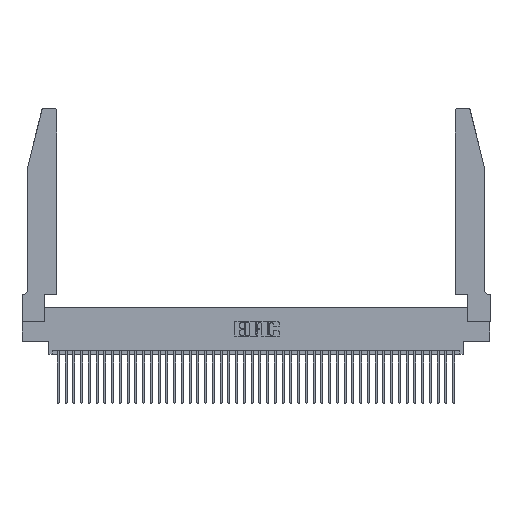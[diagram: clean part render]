
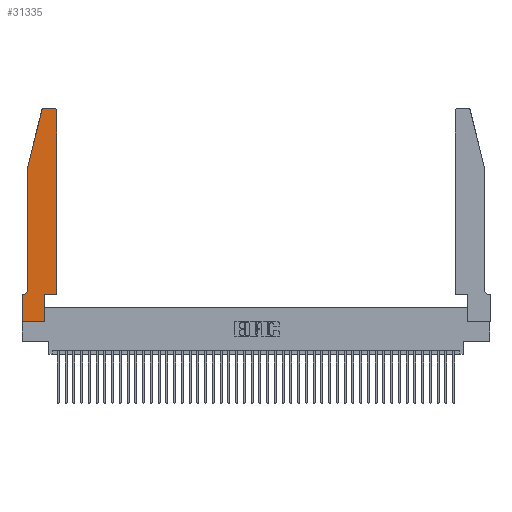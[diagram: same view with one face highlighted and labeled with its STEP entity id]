
A CAD part, top view. The second image highlights one B-rep face of the part: STEP entity #31335.
In plain terms, the highlighted planar face has unit normal (0, 0, 1).
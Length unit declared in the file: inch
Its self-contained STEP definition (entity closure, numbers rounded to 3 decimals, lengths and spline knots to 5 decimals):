
#604 = CARTESIAN_POINT ( 'NONE',  ( 0.2605, 2.75, 0.37 ) ) ;
#821 = LINE ( 'NONE', #12535, #42101 ) ;
#2003 = DIRECTION ( 'NONE',  ( 0., 0., 1. ) ) ;
#2279 = VERTEX_POINT ( 'NONE', #33912 ) ;
#2628 = EDGE_CURVE ( 'NONE', #40621, #27826, #11568, .T. ) ;
#3214 = DIRECTION ( 'NONE',  ( 1., 0., 0. ) ) ;
#3474 = EDGE_CURVE ( 'NONE', #41551, #28473, #821, .T. ) ;
#5008 = EDGE_CURVE ( 'NONE', #28473, #20899, #18929, .T. ) ;
#5053 = ORIENTED_EDGE ( 'NONE', *, *, #38044, .T. ) ;
#5294 = PLANE ( 'NONE',  #6823 ) ;
#5936 = VERTEX_POINT ( 'NONE', #20462 ) ;
#6163 = LINE ( 'NONE', #15579, #16395 ) ;
#6428 = CARTESIAN_POINT ( 'NONE',  ( 0.0755, 0.42, 0.37 ) ) ;
#6684 = LINE ( 'NONE', #27849, #37863 ) ;
#6823 = AXIS2_PLACEMENT_3D ( 'NONE', #8987, #2003, #19221 ) ;
#7034 = EDGE_CURVE ( 'NONE', #27826, #26805, #41990, .T. ) ;
#8055 = CARTESIAN_POINT ( 'NONE',  ( 0.0055, 0.42, 0.37 ) ) ;
#8102 = ORIENTED_EDGE ( 'NONE', *, *, #2628, .T. ) ;
#8233 = VERTEX_POINT ( 'NONE', #8669 ) ;
#8669 = CARTESIAN_POINT ( 'NONE',  ( 0.284, 2.75, 0.37 ) ) ;
#8987 = CARTESIAN_POINT ( 'NONE',  ( 0., 0.35, 0.37 ) ) ;
#9152 = CARTESIAN_POINT ( 'NONE',  ( 0.0755, 2., 0.37 ) ) ;
#9195 = CARTESIAN_POINT ( 'NONE',  ( 0., 0.35, 0.37 ) ) ;
#9321 = AXIS2_PLACEMENT_3D ( 'NONE', #23457, #20165, #3214 ) ;
#9994 = DIRECTION ( 'NONE',  ( 0., 1., 0. ) ) ;
#10511 = DIRECTION ( 'NONE',  ( 0., 0., 1. ) ) ;
#11023 = DIRECTION ( 'NONE',  ( -0.239, -0.971, 0. ) ) ;
#11317 = EDGE_CURVE ( 'NONE', #26805, #38959, #24395, .T. ) ;
#11568 = LINE ( 'NONE', #9152, #29337 ) ;
#12535 = CARTESIAN_POINT ( 'NONE',  ( 0.4505, 0.35, 0.37 ) ) ;
#13193 = CARTESIAN_POINT ( 'NONE',  ( 0.25487, 2.72718, 0.37 ) ) ;
#15178 = CIRCLE ( 'NONE', #38681, 0.03 ) ;
#15265 = DIRECTION ( 'NONE',  ( -1., 0., 0. ) ) ;
#15579 = CARTESIAN_POINT ( 'NONE',  ( 0., 0., 0.37 ) ) ;
#15786 = DIRECTION ( 'NONE',  ( 0., -1., 0. ) ) ;
#16259 = VECTOR ( 'NONE', #24203, 39.37008 ) ;
#16395 = VECTOR ( 'NONE', #22051, 39.37008 ) ;
#17010 = DIRECTION ( 'NONE',  ( 1., 0., 0. ) ) ;
#17828 = AXIS2_PLACEMENT_3D ( 'NONE', #8055, #25648, #15265 ) ;
#18099 = EDGE_CURVE ( 'NONE', #23441, #40621, #34390, .T. ) ;
#18586 = ORIENTED_EDGE ( 'NONE', *, *, #18099, .T. ) ;
#18929 = LINE ( 'NONE', #38630, #16259 ) ;
#19221 = DIRECTION ( 'NONE',  ( 1., 0., 0. ) ) ;
#20008 = ORIENTED_EDGE ( 'NONE', *, *, #7034, .T. ) ;
#20165 = DIRECTION ( 'NONE',  ( 0., 0., 1. ) ) ;
#20462 = CARTESIAN_POINT ( 'NONE',  ( 0.4205, 2.75, 0.37 ) ) ;
#20465 = CARTESIAN_POINT ( 'NONE',  ( 0.284, 2.72, 0.37 ) ) ;
#20899 = VERTEX_POINT ( 'NONE', #42308 ) ;
#21095 = CIRCLE ( 'NONE', #9321, 0.03 ) ;
#21498 = VECTOR ( 'NONE', #11023, 39.37008 ) ;
#21596 = LINE ( 'NONE', #604, #29184 ) ;
#22051 = DIRECTION ( 'NONE',  ( 0., -1., 0. ) ) ;
#22144 = CARTESIAN_POINT ( 'NONE',  ( 0.0755, 0.35, 0.37 ) ) ;
#22580 = VECTOR ( 'NONE', #26394, 39.37008 ) ;
#22731 = ORIENTED_EDGE ( 'NONE', *, *, #26423, .T. ) ;
#22828 = VECTOR ( 'NONE', #29079, 39.37008 ) ;
#22917 = CARTESIAN_POINT ( 'NONE',  ( 0., 0., 0.37 ) ) ;
#23441 = VERTEX_POINT ( 'NONE', #13193 ) ;
#23457 = CARTESIAN_POINT ( 'NONE',  ( 0.4205, 2.72, 0.37 ) ) ;
#23778 = ORIENTED_EDGE ( 'NONE', *, *, #39039, .T. ) ;
#24203 = DIRECTION ( 'NONE',  ( 0., 1., 0. ) ) ;
#24395 = LINE ( 'NONE', #22144, #22828 ) ;
#24586 = CARTESIAN_POINT ( 'NONE',  ( 0.0055, 0.35, 0.37 ) ) ;
#24812 = DIRECTION ( 'NONE',  ( -1., 0., 0. ) ) ;
#25521 = ORIENTED_EDGE ( 'NONE', *, *, #40463, .T. ) ;
#25648 = DIRECTION ( 'NONE',  ( 0., 0., -1. ) ) ;
#26021 = EDGE_CURVE ( 'NONE', #8233, #23441, #15178, .T. ) ;
#26383 = DIRECTION ( 'NONE',  ( 1., 0., 0. ) ) ;
#26394 = DIRECTION ( 'NONE',  ( 1., 0., 0. ) ) ;
#26423 = EDGE_CURVE ( 'NONE', #5936, #8233, #21596, .T. ) ;
#26557 = ORIENTED_EDGE ( 'NONE', *, *, #11317, .T. ) ;
#26805 = VERTEX_POINT ( 'NONE', #24586 ) ;
#26811 = CARTESIAN_POINT ( 'NONE',  ( 0.2865, 0.35, 0.37 ) ) ;
#27270 = CARTESIAN_POINT ( 'NONE',  ( 0.0755, 2., 0.37 ) ) ;
#27826 = VERTEX_POINT ( 'NONE', #6428 ) ;
#27849 = CARTESIAN_POINT ( 'NONE',  ( 0.2865, 0.35, 0.37 ) ) ;
#27937 = LINE ( 'NONE', #22917, #22580 ) ;
#28473 = VERTEX_POINT ( 'NONE', #29265 ) ;
#28802 = CARTESIAN_POINT ( 'NONE',  ( 0.0755, 2., 0.37 ) ) ;
#29079 = DIRECTION ( 'NONE',  ( -1., 0., 0. ) ) ;
#29184 = VECTOR ( 'NONE', #24812, 39.37008 ) ;
#29265 = CARTESIAN_POINT ( 'NONE',  ( 0.4505, 0.35, 0.37 ) ) ;
#29337 = VECTOR ( 'NONE', #15786, 39.37008 ) ;
#31335 = ADVANCED_FACE ( 'NONE', ( #31620 ), #5294, .T. ) ;
#31620 = FACE_OUTER_BOUND ( 'NONE', #37310, .T. ) ;
#31767 = VERTEX_POINT ( 'NONE', #42968 ) ;
#33912 = CARTESIAN_POINT ( 'NONE',  ( 0.2865, 0., 0.37 ) ) ;
#34096 = ORIENTED_EDGE ( 'NONE', *, *, #5008, .T. ) ;
#34390 = LINE ( 'NONE', #28802, #21498 ) ;
#34460 = ORIENTED_EDGE ( 'NONE', *, *, #38572, .T. ) ;
#34559 = ORIENTED_EDGE ( 'NONE', *, *, #26021, .T. ) ;
#37310 = EDGE_LOOP ( 'NONE', ( #22731, #34559, #18586, #8102, #20008, #26557, #5053, #25521, #34460, #42325, #34096, #23778 ) ) ;
#37863 = VECTOR ( 'NONE', #9994, 39.37008 ) ;
#38044 = EDGE_CURVE ( 'NONE', #38959, #31767, #6163, .T. ) ;
#38572 = EDGE_CURVE ( 'NONE', #2279, #41551, #6684, .T. ) ;
#38630 = CARTESIAN_POINT ( 'NONE',  ( 0.4505, 0.35, 0.37 ) ) ;
#38681 = AXIS2_PLACEMENT_3D ( 'NONE', #20465, #10511, #17010 ) ;
#38959 = VERTEX_POINT ( 'NONE', #9195 ) ;
#39039 = EDGE_CURVE ( 'NONE', #20899, #5936, #21095, .T. ) ;
#40463 = EDGE_CURVE ( 'NONE', #31767, #2279, #27937, .T. ) ;
#40621 = VERTEX_POINT ( 'NONE', #27270 ) ;
#41551 = VERTEX_POINT ( 'NONE', #26811 ) ;
#41990 = CIRCLE ( 'NONE', #17828, 0.07 ) ;
#42101 = VECTOR ( 'NONE', #26383, 39.37008 ) ;
#42308 = CARTESIAN_POINT ( 'NONE',  ( 0.4505, 2.72, 0.37 ) ) ;
#42325 = ORIENTED_EDGE ( 'NONE', *, *, #3474, .T. ) ;
#42968 = CARTESIAN_POINT ( 'NONE',  ( 0., 0., 0.37 ) ) ;
